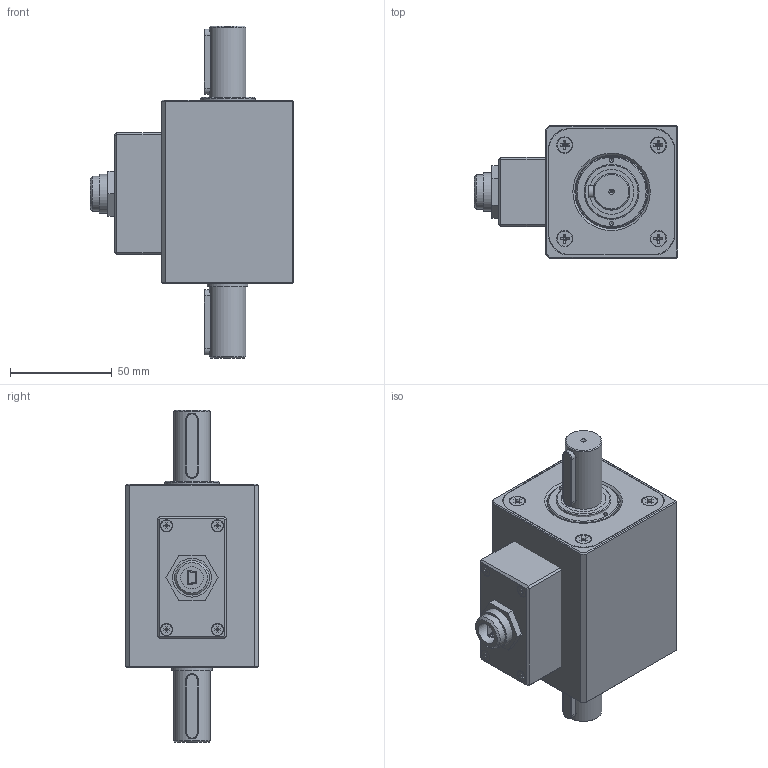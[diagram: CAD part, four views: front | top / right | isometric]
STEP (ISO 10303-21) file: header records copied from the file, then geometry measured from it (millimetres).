
FILE_DESCRIPTION( ( 'Unknown' ), '1' );
FILE_NAME( '2643-Z06_DOC-00071176.stp', 'Unknown', ( 'Unknown' ), ( 'Unknown' ), 'PSStep 17.0.49', 'Unknown', ' ' );
FILE_SCHEMA( ( 'AUTOMOTIVE_DESIGN { 1 0 10303 214 1 1 1 1 }' ) );
Length unit declared in the file: millimetre
Products named in the file (47): 2643-B03_DOC-00044358; 2643-015_DOC-00044333; Senkschraube DIN 965-M3x30-H; Senkschraube DIN 965-M3x30-H-oa0; Senkschraube DIN 965-M3x30-H-oa1; Senkschraube DIN 965-M3x30-H-oa2; 2643-B07_DOC-00062357_DOC-00062357; 2643-022_DOC-00062358_DOC-00062358-oa3; 2643-023_DOC-00062362_DOC-00062362; 2643-027_DOC-00062380_DOC-00062380; Senkschraube DIN 965-M4x8-H; Senkschraube DIN 965-M4x8-H-oa4; Senkschraube DIN 965-M4x8-H-oa5; Senkschraube DIN 965-M4x8-H-oa6; Senkschraube DIN 965-M4x8-H-oa7; Senkschraube DIN 965-M4x8-H-oa8; Senkschraube DIN 965-M4x8-H-oa9; Senkschraube DIN 965-M4x8-H-oa10; 2643-B18_DOC-00071177; 2643-018_DOC-00062334_DOC-00062334; 2643-021_DOC-00062353_DOC-00062353; DIN 625-T1-6006-2RS_30x55x13; DIN 625-T1-6006-2RS_30x55x13-oa11; 2643-017_DOC-00062329_DOC-00062329; DIN 5405-T1-K_20x24x13; Gewindestift DIN 914-M2x4; Gewindestift DIN 914-M2x4-oa12; 2643-052_DOC-00071185; Paßfeder A6x6x32 DIN 6885; Paßfeder A6x6x32 DIN 6885-oa13; Assem1; USB-Buchse_DOC-00062388; USB_DOC-00062390
Assembly tree (46 placements, depth 3):
  Assem1
    USB-Buchse_DOC-00062388
    USB_DOC-00062390
    2643-B03_DOC-00044358
      2643-015_DOC-00044333
      Senkschraube DIN 965-M3x30-H
      Senkschraube DIN 965-M3x30-H-oa0
      Senkschraube DIN 965-M3x30-H-oa1
      Senkschraube DIN 965-M3x30-H-oa2
    2643-B07_DOC-00062357_DOC-00062357
      2643-022_DOC-00062358_DOC-00062358-oa3
      2643-023_DOC-00062362_DOC-00062362
      2643-027_DOC-00062380_DOC-00062380
      Senkschraube DIN 965-M4x8-H
      Senkschraube DIN 965-M4x8-H-oa4
      Senkschraube DIN 965-M4x8-H-oa5
      Senkschraube DIN 965-M4x8-H-oa6
      Senkschraube DIN 965-M4x8-H-oa7
      Senkschraube DIN 965-M4x8-H-oa8
      Senkschraube DIN 965-M4x8-H-oa9
      Senkschraube DIN 965-M4x8-H-oa10
    2643-B18_DOC-00071177
      2643-018_DOC-00062334_DOC-00062334
      2643-021_DOC-00062353_DOC-00062353
      DIN 625-T1-6006-2RS_30x55x13
      DIN 625-T1-6006-2RS_30x55x13
      DIN 625-T1-6006-2RS_30x55x13
      DIN 625-T1-6006-2RS_30x55x13
      DIN 625-T1-6006-2RS_30x55x13
      DIN 625-T1-6006-2RS_30x55x13
      DIN 625-T1-6006-2RS_30x55x13
      DIN 625-T1-6006-2RS_30x55x13-oa11
      DIN 625-T1-6006-2RS_30x55x13-oa11
      DIN 625-T1-6006-2RS_30x55x13-oa11
      DIN 625-T1-6006-2RS_30x55x13-oa11
      DIN 625-T1-6006-2RS_30x55x13-oa11
      DIN 625-T1-6006-2RS_30x55x13-oa11
      DIN 625-T1-6006-2RS_30x55x13-oa11
      2643-017_DOC-00062329_DOC-00062329
      DIN 5405-T1-K_20x24x13
      DIN 5405-T1-K_20x24x13
      DIN 5405-T1-K_20x24x13
      Gewindestift DIN 914-M2x4
      Gewindestift DIN 914-M2x4-oa12
      2643-052_DOC-00071185
      Paßfeder A6x6x32 DIN 6885
      Paßfeder A6x6x32 DIN 6885-oa13
Bounding box: 99.9 x 65 x 163 mm (x, y, z)
Volume: 377621.9 mm3; surface area: 153458.7 mm2
Topology: 43 solids, 46 shells, 785 faces, 1811 edges, 1169 vertices
Faces by surface type: plane 409, cylinder 248, cone 89, torus 39
Full cylindrical faces by diameter (mm): 1.25 x2, 1.567 x2, 2 x6, 2.387 x4, 3 x4, 3.141 x8, 3.2 x4, 3.242 x8, 4 x8, 4.3 x8, 4.917 x4, 5.6 x4, 6 x2, 7.5 x8, 10.5 x1, 11 x1, 17 x1, 18 x2, 19 x3, 20 x2, 20.02 x1, 20.5 x1, 21 x1, 21.2 x2, 22 x2, 22.8 x2, 23.98 x1, 24 x3, 25.917 x2, 27 x1
Entity records: 27392 total; most frequent: DIRECTION 3688, CARTESIAN_POINT 3590, ORIENTED_EDGE 2864, EDGE_CURVE 1432, AXIS2_PLACEMENT_3D 1429, EDGE_LOOP 1182, VERTEX_POINT 1091, FACE_OUTER_BOUND 958
